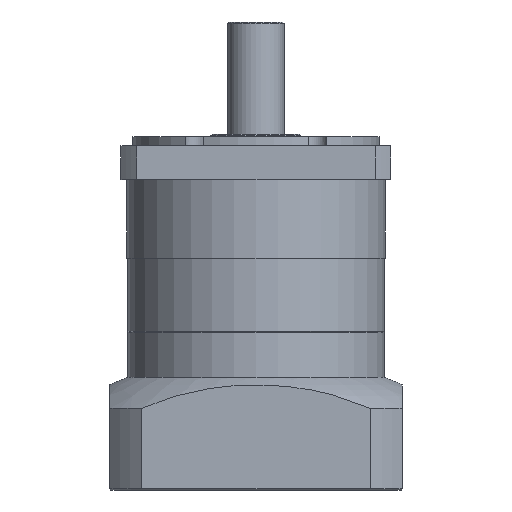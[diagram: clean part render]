
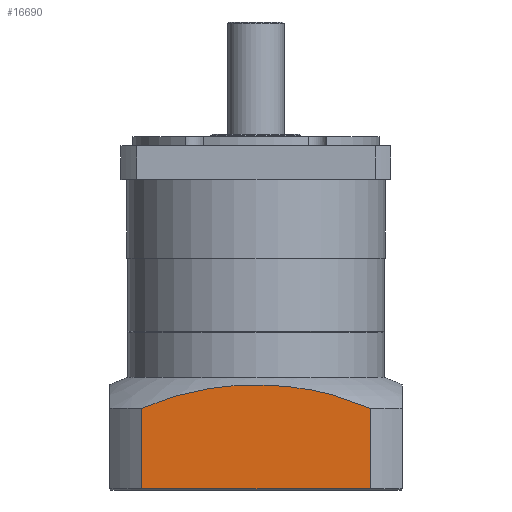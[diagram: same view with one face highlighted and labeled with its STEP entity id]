
A CAD part, front view. The second image highlights one B-rep face of the part: STEP entity #16690.
In plain terms, the highlighted planar face has unit normal (0, -1, 0).
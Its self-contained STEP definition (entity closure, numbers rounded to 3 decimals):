
#877 = CARTESIAN_POINT ( 'NONE',  ( -21.681, -65., 24.972 ) ) ;
#1155 = CARTESIAN_POINT ( 'NONE',  ( -50.806, -65., 0. ) ) ;
#1616 = CARTESIAN_POINT ( 'NONE',  ( 42.787, -65., 30.396 ) ) ;
#1860 = CARTESIAN_POINT ( 'NONE',  ( -65., -65., 69.5 ) ) ;
#2538 = LINE ( 'NONE', #1860, #20404 ) ;
#3001 = CARTESIAN_POINT ( 'NONE',  ( -10.899, -65., 23.733 ) ) ;
#3015 = ORIENTED_EDGE ( 'NONE', *, *, #11743, .F. ) ;
#3103 = AXIS2_PLACEMENT_3D ( 'NONE', #18361, #9961, #18554 ) ;
#3258 = CARTESIAN_POINT ( 'NONE',  ( 8.742, -65., 23.527 ) ) ;
#3353 = CARTESIAN_POINT ( 'NONE',  ( 50.806, -65., 33.771 ) ) ;
#4348 = VECTOR ( 'NONE', #15928, 1000. ) ;
#5118 = CARTESIAN_POINT ( 'NONE',  ( -4.361, -65., 23.372 ) ) ;
#5397 = CARTESIAN_POINT ( 'NONE',  ( -34.391, -65., 27.729 ) ) ;
#6634 = VECTOR ( 'NONE', #27338, 1000. ) ;
#6900 = ORIENTED_EDGE ( 'NONE', *, *, #17626, .T. ) ;
#7221 = FACE_OUTER_BOUND ( 'NONE', #21221, .T. ) ;
#7449 = VERTEX_POINT ( 'NONE', #8223 ) ;
#7635 = B_SPLINE_CURVE_WITH_KNOTS ( 'NONE', 3,
 ( #11510, #20125, #22261, #24145, #15827, #24414, #11685, #5397, #15567, #877, #26569, #3001, #17781, #5118, #9386, #13816, #3258, #26388, #20223, #16202, #8004, #1616, #26949, #3353 ),
 .UNSPECIFIED., .F., .F.,
 ( 4, 2, 2, 2, 2, 2, 2, 2, 2, 2, 2, 4 ),
 ( 0.137, 0.144, 0.147, 0.15, 0.163, 0.176, 0.183, 0.189, 0.202, 0.215, 0.228, 0.241 ),
 .UNSPECIFIED. ) ;
#7844 = PLANE ( 'NONE',  #3103 ) ;
#8004 = CARTESIAN_POINT ( 'NONE',  ( 34.408, -65., 27.733 ) ) ;
#8223 = CARTESIAN_POINT ( 'NONE',  ( 50.806, -65., 33.771 ) ) ;
#9386 = CARTESIAN_POINT ( 'NONE',  ( -2.165, -65., 23.321 ) ) ;
#9903 = ORIENTED_EDGE ( 'NONE', *, *, #14168, .F. ) ;
#9961 = DIRECTION ( 'NONE',  ( 0., 1., 0. ) ) ;
#10513 = CARTESIAN_POINT ( 'NONE',  ( 50.806, -65., 0. ) ) ;
#11204 = CARTESIAN_POINT ( 'NONE',  ( 50.806, -65., 69.5 ) ) ;
#11510 = CARTESIAN_POINT ( 'NONE',  ( -50.806, -65., 33.771 ) ) ;
#11685 = CARTESIAN_POINT ( 'NONE',  ( -39.597, -65., 29.382 ) ) ;
#11743 = EDGE_CURVE ( 'NONE', #23938, #7449, #16885, .T. ) ;
#13594 = EDGE_CURVE ( 'NONE', #20592, #7449, #7635, .T. ) ;
#13816 = CARTESIAN_POINT ( 'NONE',  ( 4.396, -65., 23.322 ) ) ;
#14168 = EDGE_CURVE ( 'NONE', #20592, #24111, #21917, .T. ) ;
#15567 = CARTESIAN_POINT ( 'NONE',  ( -30.181, -65., 26.661 ) ) ;
#15827 = CARTESIAN_POINT ( 'NONE',  ( -42.706, -65., 30.453 ) ) ;
#15928 = DIRECTION ( 'NONE',  ( 0., 0., 1. ) ) ;
#16202 = CARTESIAN_POINT ( 'NONE',  ( 30.181, -65., 26.66 ) ) ;
#16690 = ADVANCED_FACE ( 'NONE', ( #7221 ), #7844, .F. ) ;
#16885 = LINE ( 'NONE', #10513, #6634 ) ;
#17212 = CARTESIAN_POINT ( 'NONE',  ( -50.806, -65., 33.771 ) ) ;
#17626 = EDGE_CURVE ( 'NONE', #23938, #24111, #2538, .T. ) ;
#17781 = CARTESIAN_POINT ( 'NONE',  ( -8.726, -65., 23.578 ) ) ;
#18361 = CARTESIAN_POINT ( 'NONE',  ( -65., -65., 70. ) ) ;
#18554 = DIRECTION ( 'NONE',  ( 0., 0., 1. ) ) ;
#20125 = CARTESIAN_POINT ( 'NONE',  ( -48.825, -65., 32.862 ) ) ;
#20223 = CARTESIAN_POINT ( 'NONE',  ( 21.666, -65., 24.969 ) ) ;
#20404 = VECTOR ( 'NONE', #25220, 1000. ) ;
#20592 = VERTEX_POINT ( 'NONE', #17212 ) ;
#21221 = EDGE_LOOP ( 'NONE', ( #3015, #6900, #9903, #25750 ) ) ;
#21917 = LINE ( 'NONE', #1155, #4348 ) ;
#22261 = CARTESIAN_POINT ( 'NONE',  ( -46.81, -65., 32.015 ) ) ;
#23938 = VERTEX_POINT ( 'NONE', #11204 ) ;
#24111 = VERTEX_POINT ( 'NONE', #25012 ) ;
#24145 = CARTESIAN_POINT ( 'NONE',  ( -43.74, -65., 30.833 ) ) ;
#24414 = CARTESIAN_POINT ( 'NONE',  ( -40.636, -65., 29.728 ) ) ;
#25012 = CARTESIAN_POINT ( 'NONE',  ( -50.806, -65., 69.5 ) ) ;
#25220 = DIRECTION ( 'NONE',  ( -1., 0., 0. ) ) ;
#25750 = ORIENTED_EDGE ( 'NONE', *, *, #13594, .T. ) ;
#26388 = CARTESIAN_POINT ( 'NONE',  ( 17.377, -65., 24.351 ) ) ;
#26569 = CARTESIAN_POINT ( 'NONE',  ( -17.39, -65., 24.352 ) ) ;
#26949 = CARTESIAN_POINT ( 'NONE',  ( 46.858, -65., 31.961 ) ) ;
#27338 = DIRECTION ( 'NONE',  ( 0., 0., -1. ) ) ;
